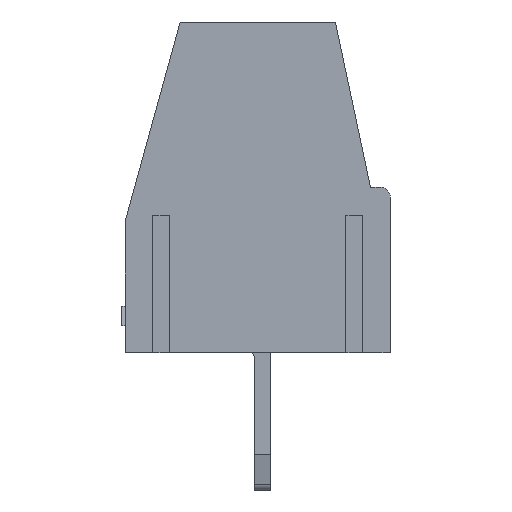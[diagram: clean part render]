
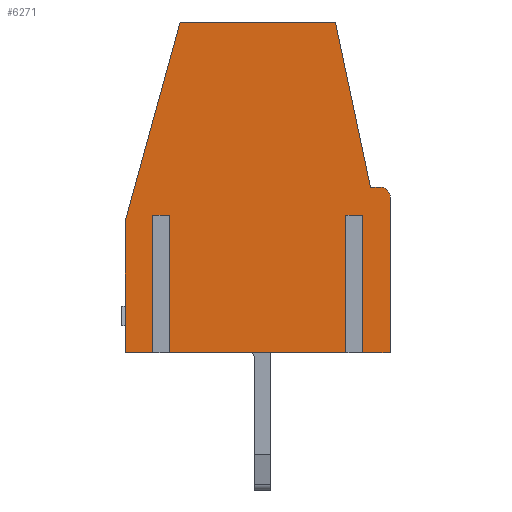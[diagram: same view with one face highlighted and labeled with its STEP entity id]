
A CAD part, left-side view. The second image highlights one B-rep face of the part: STEP entity #6271.
In plain terms, the highlighted planar face has unit normal (-1, 0, 0).
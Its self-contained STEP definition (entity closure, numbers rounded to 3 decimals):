
#196 = CARTESIAN_POINT ( 'NONE',  ( -10., 4.048, -5.05 ) ) ;
#246 = DIRECTION ( 'NONE',  ( 0., 1., 0. ) ) ;
#329 = DIRECTION ( 'NONE',  ( 0., 0., -1. ) ) ;
#460 = CARTESIAN_POINT ( 'NONE',  ( -10., -2.818, -0.85 ) ) ;
#494 = DIRECTION ( 'NONE',  ( 1., 0., 0. ) ) ;
#503 = EDGE_LOOP ( 'NONE', ( #10576, #1428, #7956, #1008, #11433, #4733, #11403, #10404, #8634, #9862, #13704, #11404, #12261, #8145, #2086, #13441 ) ) ;
#670 = VECTOR ( 'NONE', #9126, 1000. ) ;
#784 = LINE ( 'NONE', #1815, #10957 ) ;
#840 = CARTESIAN_POINT ( 'NONE',  ( -10., -3.752, -0.3 ) ) ;
#992 = VERTEX_POINT ( 'NONE', #13726 ) ;
#1008 = ORIENTED_EDGE ( 'NONE', *, *, #12945, .F. ) ;
#1124 = VECTOR ( 'NONE', #7061, 1000. ) ;
#1275 = LINE ( 'NONE', #7911, #6914 ) ;
#1284 = EDGE_CURVE ( 'NONE', #992, #10419, #3396, .T. ) ;
#1323 = VERTEX_POINT ( 'NONE', #11342 ) ;
#1428 = ORIENTED_EDGE ( 'NONE', *, *, #6546, .F. ) ;
#1467 = EDGE_CURVE ( 'NONE', #3270, #10419, #3290, .T. ) ;
#1516 = CARTESIAN_POINT ( 'NONE',  ( -10., 2.818, -0.85 ) ) ;
#1531 = DIRECTION ( 'NONE',  ( 0., 0., -1. ) ) ;
#1760 = DIRECTION ( 'NONE',  ( 0., 0., -1. ) ) ;
#1797 = DIRECTION ( 'NONE',  ( 0., 0., 1. ) ) ;
#1815 = CARTESIAN_POINT ( 'NONE',  ( -10., -4.052, -5.05 ) ) ;
#2086 = ORIENTED_EDGE ( 'NONE', *, *, #11199, .F. ) ;
#2142 = VERTEX_POINT ( 'NONE', #8384 ) ;
#2165 = CARTESIAN_POINT ( 'NONE',  ( -10., -3.452, 0. ) ) ;
#2178 = LINE ( 'NONE', #7522, #9410 ) ;
#2430 = VECTOR ( 'NONE', #1760, 1000. ) ;
#2528 = EDGE_CURVE ( 'NONE', #1323, #10847, #8272, .T. ) ;
#2555 = EDGE_CURVE ( 'NONE', #6431, #12864, #2730, .T. ) ;
#2639 = LINE ( 'NONE', #12325, #11970 ) ;
#2730 = LINE ( 'NONE', #12691, #4937 ) ;
#3008 = LINE ( 'NONE', #8541, #11170 ) ;
#3270 = VERTEX_POINT ( 'NONE', #7438 ) ;
#3290 = CIRCLE ( 'NONE', #8566, 0.3 ) ;
#3317 = EDGE_CURVE ( 'NONE', #9441, #5084, #784, .T. ) ;
#3396 = LINE ( 'NONE', #2165, #5602 ) ;
#3540 = VECTOR ( 'NONE', #329, 1000. ) ;
#3613 = DIRECTION ( 'NONE',  ( 0., -0.266, 0.964 ) ) ;
#3847 = CARTESIAN_POINT ( 'NONE',  ( -10., -2.378, 5.05 ) ) ;
#3892 = VERTEX_POINT ( 'NONE', #10290 ) ;
#3926 = CARTESIAN_POINT ( 'NONE',  ( -10., 3.082, -0.85 ) ) ;
#4005 = DIRECTION ( 'NONE',  ( 0., 1., 0. ) ) ;
#4160 = CARTESIAN_POINT ( 'NONE',  ( -10., -3.082, -5.05 ) ) ;
#4556 = VECTOR ( 'NONE', #4005, 1000. ) ;
#4621 = EDGE_CURVE ( 'NONE', #11109, #3892, #4682, .T. ) ;
#4643 = VECTOR ( 'NONE', #3613, 1000. ) ;
#4682 = LINE ( 'NONE', #8047, #1124 ) ;
#4733 = ORIENTED_EDGE ( 'NONE', *, *, #4746, .F. ) ;
#4746 = EDGE_CURVE ( 'NONE', #2142, #6431, #1275, .T. ) ;
#4937 = VECTOR ( 'NONE', #1797, 1000. ) ;
#4939 = LINE ( 'NONE', #13889, #4556 ) ;
#5062 = LINE ( 'NONE', #3847, #12201 ) ;
#5084 = VERTEX_POINT ( 'NONE', #4160 ) ;
#5233 = EDGE_CURVE ( 'NONE', #8534, #1323, #4939, .T. ) ;
#5602 = VECTOR ( 'NONE', #10974, 1000. ) ;
#5727 = CARTESIAN_POINT ( 'NONE',  ( -10., -3.752, 0. ) ) ;
#5806 = EDGE_CURVE ( 'NONE', #10847, #6356, #2639, .T. ) ;
#5814 = CARTESIAN_POINT ( 'NONE',  ( -10., -2.818, -5.05 ) ) ;
#5953 = CARTESIAN_POINT ( 'NONE',  ( -10., -4.052, -5.05 ) ) ;
#6271 = ADVANCED_FACE ( 'NONE', ( #11438 ), #7245, .F. ) ;
#6356 = VERTEX_POINT ( 'NONE', #6496 ) ;
#6385 = EDGE_CURVE ( 'NONE', #8534, #5084, #2178, .T. ) ;
#6405 = DIRECTION ( 'NONE',  ( -1., 0., 0. ) ) ;
#6427 = CARTESIAN_POINT ( 'NONE',  ( -10., -3.082, -0.85 ) ) ;
#6431 = VERTEX_POINT ( 'NONE', #196 ) ;
#6496 = CARTESIAN_POINT ( 'NONE',  ( -10., 2.818, -5.05 ) ) ;
#6526 = EDGE_CURVE ( 'NONE', #10130, #2142, #12635, .T. ) ;
#6546 = EDGE_CURVE ( 'NONE', #3892, #992, #5062, .T. ) ;
#6751 = EDGE_CURVE ( 'NONE', #10831, #10130, #9347, .T. ) ;
#6851 = CARTESIAN_POINT ( 'NONE',  ( -10., 4.048, -1.05 ) ) ;
#6914 = VECTOR ( 'NONE', #246, 1000. ) ;
#7061 = DIRECTION ( 'NONE',  ( 0., -1., 0. ) ) ;
#7125 = AXIS2_PLACEMENT_3D ( 'NONE', #8155, #494, #10560 ) ;
#7245 = PLANE ( 'NONE',  #7125 ) ;
#7438 = CARTESIAN_POINT ( 'NONE',  ( -10., -4.052, -0.3 ) ) ;
#7522 = CARTESIAN_POINT ( 'NONE',  ( -10., -3.082, -0.85 ) ) ;
#7591 = DIRECTION ( 'NONE',  ( 0., 0., -1. ) ) ;
#7911 = CARTESIAN_POINT ( 'NONE',  ( -10., 3.082, -5.05 ) ) ;
#7956 = ORIENTED_EDGE ( 'NONE', *, *, #4621, .F. ) ;
#8047 = CARTESIAN_POINT ( 'NONE',  ( -10., 2.368, 5.05 ) ) ;
#8069 = DIRECTION ( 'NONE',  ( 0., -0.208, -0.978 ) ) ;
#8145 = ORIENTED_EDGE ( 'NONE', *, *, #3317, .F. ) ;
#8155 = CARTESIAN_POINT ( 'NONE',  ( -10., 0., 0. ) ) ;
#8272 = LINE ( 'NONE', #460, #3540 ) ;
#8330 = EDGE_CURVE ( 'NONE', #10831, #6356, #3008, .T. ) ;
#8384 = CARTESIAN_POINT ( 'NONE',  ( -10., 3.082, -5.05 ) ) ;
#8534 = VERTEX_POINT ( 'NONE', #6427 ) ;
#8541 = CARTESIAN_POINT ( 'NONE',  ( -10., 2.818, -0.85 ) ) ;
#8566 = AXIS2_PLACEMENT_3D ( 'NONE', #840, #6405, #10818 ) ;
#8634 = ORIENTED_EDGE ( 'NONE', *, *, #8330, .T. ) ;
#8949 = VECTOR ( 'NONE', #1531, 1000. ) ;
#9126 = DIRECTION ( 'NONE',  ( 0., 1., 0. ) ) ;
#9170 = CARTESIAN_POINT ( 'NONE',  ( -10., 3.082, -0.85 ) ) ;
#9347 = LINE ( 'NONE', #1516, #670 ) ;
#9373 = LINE ( 'NONE', #13812, #2430 ) ;
#9410 = VECTOR ( 'NONE', #7591, 1000. ) ;
#9441 = VERTEX_POINT ( 'NONE', #5953 ) ;
#9862 = ORIENTED_EDGE ( 'NONE', *, *, #5806, .F. ) ;
#10101 = CARTESIAN_POINT ( 'NONE',  ( -10., 4.048, -1.05 ) ) ;
#10130 = VERTEX_POINT ( 'NONE', #9170 ) ;
#10290 = CARTESIAN_POINT ( 'NONE',  ( -10., -2.378, 5.05 ) ) ;
#10364 = DIRECTION ( 'NONE',  ( 0., 1., 0. ) ) ;
#10404 = ORIENTED_EDGE ( 'NONE', *, *, #6751, .F. ) ;
#10419 = VERTEX_POINT ( 'NONE', #5727 ) ;
#10560 = DIRECTION ( 'NONE',  ( 0., -1., 0. ) ) ;
#10576 = ORIENTED_EDGE ( 'NONE', *, *, #1284, .F. ) ;
#10746 = DIRECTION ( 'NONE',  ( 0., 1., 0. ) ) ;
#10818 = DIRECTION ( 'NONE',  ( 0., -1., 0. ) ) ;
#10831 = VERTEX_POINT ( 'NONE', #13754 ) ;
#10847 = VERTEX_POINT ( 'NONE', #5814 ) ;
#10957 = VECTOR ( 'NONE', #10746, 1000. ) ;
#10974 = DIRECTION ( 'NONE',  ( 0., -1., 0. ) ) ;
#11109 = VERTEX_POINT ( 'NONE', #13377 ) ;
#11170 = VECTOR ( 'NONE', #13172, 1000. ) ;
#11199 = EDGE_CURVE ( 'NONE', #3270, #9441, #9373, .T. ) ;
#11342 = CARTESIAN_POINT ( 'NONE',  ( -10., -2.818, -0.85 ) ) ;
#11403 = ORIENTED_EDGE ( 'NONE', *, *, #6526, .F. ) ;
#11404 = ORIENTED_EDGE ( 'NONE', *, *, #5233, .F. ) ;
#11433 = ORIENTED_EDGE ( 'NONE', *, *, #2555, .F. ) ;
#11438 = FACE_OUTER_BOUND ( 'NONE', #503, .T. ) ;
#11548 = LINE ( 'NONE', #6851, #4643 ) ;
#11970 = VECTOR ( 'NONE', #10364, 1000. ) ;
#12201 = VECTOR ( 'NONE', #8069, 1000. ) ;
#12261 = ORIENTED_EDGE ( 'NONE', *, *, #6385, .T. ) ;
#12325 = CARTESIAN_POINT ( 'NONE',  ( -10., -2.818, -5.05 ) ) ;
#12635 = LINE ( 'NONE', #3926, #8949 ) ;
#12691 = CARTESIAN_POINT ( 'NONE',  ( -10., 4.048, -5.05 ) ) ;
#12864 = VERTEX_POINT ( 'NONE', #10101 ) ;
#12945 = EDGE_CURVE ( 'NONE', #12864, #11109, #11548, .T. ) ;
#13172 = DIRECTION ( 'NONE',  ( 0., 0., -1. ) ) ;
#13377 = CARTESIAN_POINT ( 'NONE',  ( -10., 2.368, 5.05 ) ) ;
#13441 = ORIENTED_EDGE ( 'NONE', *, *, #1467, .T. ) ;
#13704 = ORIENTED_EDGE ( 'NONE', *, *, #2528, .F. ) ;
#13726 = CARTESIAN_POINT ( 'NONE',  ( -10., -3.452, 0. ) ) ;
#13754 = CARTESIAN_POINT ( 'NONE',  ( -10., 2.818, -0.85 ) ) ;
#13812 = CARTESIAN_POINT ( 'NONE',  ( -10., -4.052, -0.3 ) ) ;
#13889 = CARTESIAN_POINT ( 'NONE',  ( -10., -3.082, -0.85 ) ) ;
